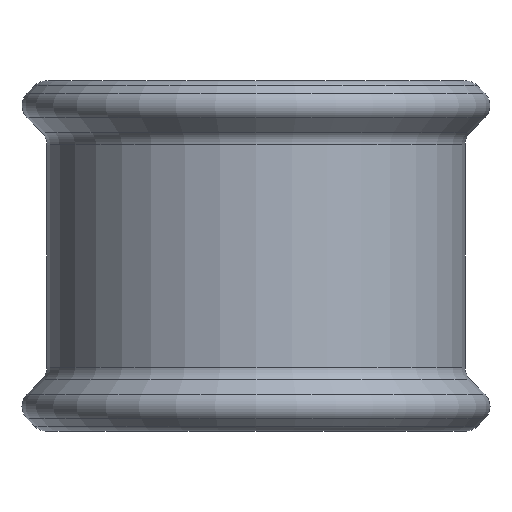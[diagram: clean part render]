
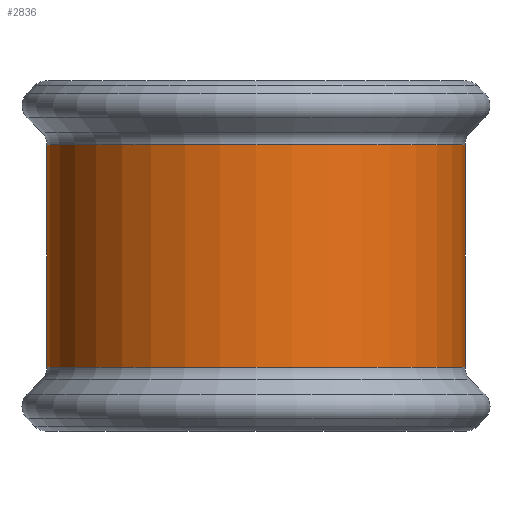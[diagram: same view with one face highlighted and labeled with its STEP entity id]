
A CAD part, front view. The second image highlights one B-rep face of the part: STEP entity #2836.
In plain terms, the highlighted cylindrical face has radius 9.335 mm (diameter 18.669 mm), a partial arc.
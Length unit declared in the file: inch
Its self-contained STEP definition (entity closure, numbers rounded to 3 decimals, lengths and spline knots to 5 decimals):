
#96 = CIRCLE ( 'NONE', #561, 0.3675 ) ;
#132 = ORIENTED_EDGE ( 'NONE', *, *, #4731, .T. ) ;
#195 = CARTESIAN_POINT ( 'NONE',  ( 0.3125, -0.3515, 0.19579 ) ) ;
#538 = VECTOR ( 'NONE', #4546, 39.37008 ) ;
#561 = AXIS2_PLACEMENT_3D ( 'NONE', #639, #3923, #1104 ) ;
#639 = CARTESIAN_POINT ( 'NONE',  ( 0.3125, -0.719, -0.19579 ) ) ;
#1026 = ORIENTED_EDGE ( 'NONE', *, *, #4693, .F. ) ;
#1104 = DIRECTION ( 'NONE',  ( -1., 0., 0. ) ) ;
#1140 = CARTESIAN_POINT ( 'NONE',  ( 0.3125, -0.719, 0.19579 ) ) ;
#1252 = CARTESIAN_POINT ( 'NONE',  ( 0.3125, -0.719, 0. ) ) ;
#1621 = DIRECTION ( 'NONE',  ( -1., 0., 0. ) ) ;
#1729 = DIRECTION ( 'NONE',  ( 0., 0., -1. ) ) ;
#2058 = FACE_OUTER_BOUND ( 'NONE', #5114, .T. ) ;
#2237 = DIRECTION ( 'NONE',  ( -1., 0., 0. ) ) ;
#2341 = VERTEX_POINT ( 'NONE', #2365 ) ;
#2350 = VECTOR ( 'NONE', #2593, 39.37008 ) ;
#2365 = CARTESIAN_POINT ( 'NONE',  ( -0.055, -0.719, -0.19579 ) ) ;
#2508 = CARTESIAN_POINT ( 'NONE',  ( 0.3125, -0.3515, -0.19579 ) ) ;
#2593 = DIRECTION ( 'NONE',  ( 0., 0., 1. ) ) ;
#2836 = ADVANCED_FACE ( 'NONE', ( #2058 ), #5055, .T. ) ;
#3458 = LINE ( 'NONE', #5378, #2350 ) ;
#3550 = CARTESIAN_POINT ( 'NONE',  ( 0.3125, -0.3515, 0.19579 ) ) ;
#3675 = EDGE_CURVE ( 'NONE', #5870, #4419, #5532, .T. ) ;
#3923 = DIRECTION ( 'NONE',  ( 0., 0., -1. ) ) ;
#3964 = ORIENTED_EDGE ( 'NONE', *, *, #6012, .F. ) ;
#4368 = CIRCLE ( 'NONE', #5700, 0.3675 ) ;
#4419 = VERTEX_POINT ( 'NONE', #195 ) ;
#4437 = DIRECTION ( 'NONE',  ( 0., 0., -1. ) ) ;
#4546 = DIRECTION ( 'NONE',  ( 0., 0., 1. ) ) ;
#4673 = AXIS2_PLACEMENT_3D ( 'NONE', #1252, #1729, #2237 ) ;
#4693 = EDGE_CURVE ( 'NONE', #5870, #2341, #96, .T. ) ;
#4731 = EDGE_CURVE ( 'NONE', #4419, #5689, #4368, .T. ) ;
#5033 = CARTESIAN_POINT ( 'NONE',  ( -0.055, -0.719, 0.19579 ) ) ;
#5055 = CYLINDRICAL_SURFACE ( 'NONE', #4673, 0.3675 ) ;
#5114 = EDGE_LOOP ( 'NONE', ( #5937, #132, #3964, #1026 ) ) ;
#5378 = CARTESIAN_POINT ( 'NONE',  ( -0.055, -0.719, 0.19579 ) ) ;
#5532 = LINE ( 'NONE', #3550, #538 ) ;
#5689 = VERTEX_POINT ( 'NONE', #5033 ) ;
#5700 = AXIS2_PLACEMENT_3D ( 'NONE', #1140, #4437, #1621 ) ;
#5870 = VERTEX_POINT ( 'NONE', #2508 ) ;
#5937 = ORIENTED_EDGE ( 'NONE', *, *, #3675, .T. ) ;
#6012 = EDGE_CURVE ( 'NONE', #2341, #5689, #3458, .T. ) ;
